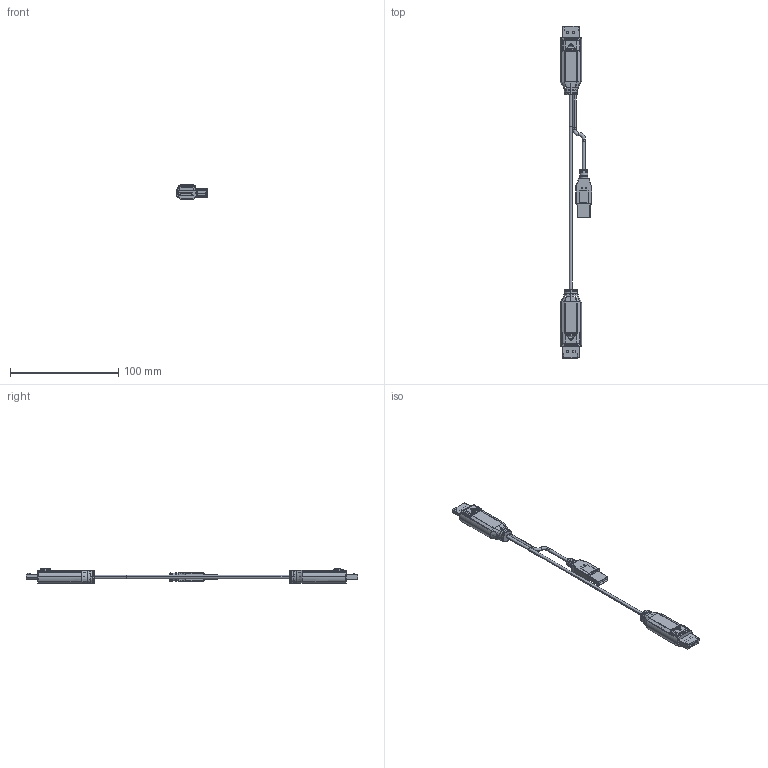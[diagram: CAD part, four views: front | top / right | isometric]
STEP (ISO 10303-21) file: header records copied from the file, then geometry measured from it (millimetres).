
FILE_DESCRIPTION (( 'STEP AP214' ), '1' );
FILE_NAME ('AOC-8KDP-OM3PF-060_3D.step', '2023-09-22T21:11:06', ( '' ), ( '' ), 'SwSTEP 2.0', 'SolidWorks 2022', '' );
FILE_SCHEMA (( 'AUTOMOTIVE_DESIGN' ));
Length unit declared in the file: inch
Products named in the file (26): PRT0013; DP PURE FIBER CABLE; DP PURE FIBER CABLE 2; PRT0010; PRT0014; PRT0004; PRT0001; PRT0018; USB_HOUSING_MALE_25_1_1; AOC-8KDP-OM3PF-060_3D; PRT0002; ASM0003_ASM_ASM; 4; ASM0002_ASM_1_ASM; USB__ASM; LNVS013__ASM_ASM; 2; PRT0021; DP pure fiber_2; PRT0022; ASM0001_ASM_ASM; ASM0002_ASM_ASM; PRT0016; PRT0012; PRT0011; 3
Assembly tree (26 placements, depth 6):
  AOC-8KDP-OM3PF-060_3D
    LNVS013__ASM_ASM
      ASM0001_ASM_ASM
        ASM0002_ASM_ASM
          ASM0003_ASM_ASM
            PRT0011
            PRT0012
            PRT0013
            PRT0014  x2
            PRT0016
          PRT0018
          PRT0021
        PRT0001
        PRT0002
        PRT0010
    USB__ASM
      ASM0002_ASM_1_ASM
        USB_HOUSING_MALE_25_1_1
    DP pure fiber_2
      2
      PRT0004
      4
      3
      PRT0022
      DP PURE FIBER CABLE
    DP PURE FIBER CABLE 2
Bounding box: 29.5 x 306.56 x 13.8 mm (x, y, z)
Volume: 14987.9 mm3; surface area: 23937.4 mm2
Topology: 17 solids, 24 shells, 2599 faces, 7367 edges, 4780 vertices
Faces by surface type: plane 1073, cylinder 724, bspline 700, cone 94, torus 8
Entity records: 142416 total; most frequent: CARTESIAN_POINT 63851, ORIENTED_EDGE 14410, DIRECTION 7858, EDGE_CURVE 7213, VERTEX_POINT 4718, B_SPLINE_CURVE_WITH_KNOTS 3637, VECTOR 2694, LINE 2694
